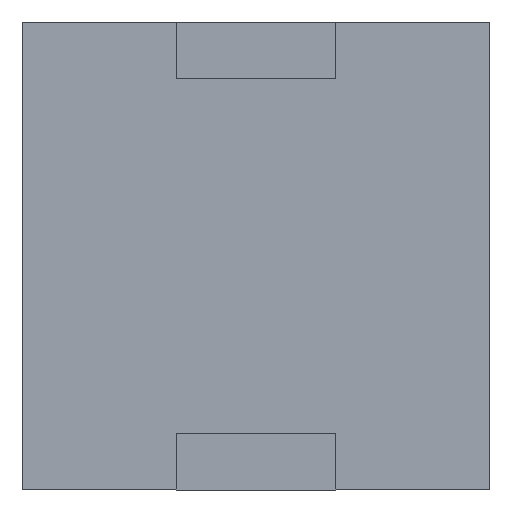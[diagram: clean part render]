
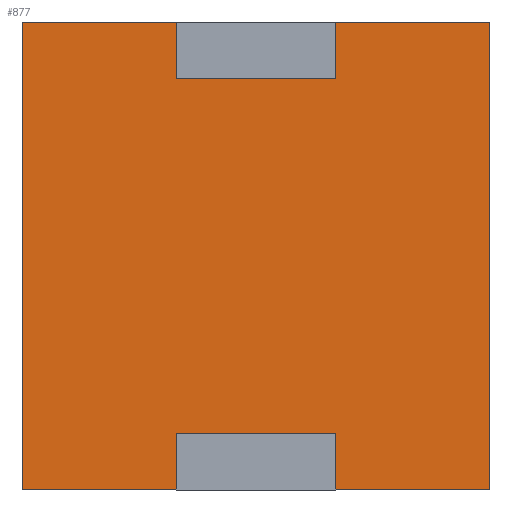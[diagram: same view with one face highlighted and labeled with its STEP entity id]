
A CAD part, front view. The second image highlights one B-rep face of the part: STEP entity #877.
In plain terms, the highlighted planar face has unit normal (0, 1, 0).
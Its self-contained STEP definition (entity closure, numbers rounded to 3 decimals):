
#817=AXIS2_PLACEMENT_3D('Plane Axis2P3D',#814,#815,#816) ;
#814=CARTESIAN_POINT('Axis2P3D Location',(-2.05,0.,-2.05)) ;
#820=CARTESIAN_POINT('Control Point',(-0.7,0.,-1.555)) ;
#821=CARTESIAN_POINT('Control Point',(-0.7,0.,-2.05)) ;
#822=CARTESIAN_POINT('Vertex',(-0.7,0.,-1.555)) ;
#824=CARTESIAN_POINT('Vertex',(-0.7,0.,-2.05)) ;
#828=CARTESIAN_POINT('Control Point',(-0.7,0.,-2.05)) ;
#829=CARTESIAN_POINT('Control Point',(-2.05,0.,-2.05)) ;
#830=CARTESIAN_POINT('Vertex',(-2.05,0.,-2.05)) ;
#834=CARTESIAN_POINT('Control Point',(-2.05,0.,-2.05)) ;
#835=CARTESIAN_POINT('Control Point',(-2.05,0.,2.05)) ;
#836=CARTESIAN_POINT('Vertex',(-2.05,0.,2.05)) ;
#840=CARTESIAN_POINT('Control Point',(-2.05,0.,2.05)) ;
#841=CARTESIAN_POINT('Control Point',(2.05,0.,2.05)) ;
#842=CARTESIAN_POINT('Vertex',(2.05,0.,2.05)) ;
#846=CARTESIAN_POINT('Control Point',(2.05,0.,2.05)) ;
#847=CARTESIAN_POINT('Control Point',(2.05,0.,-2.05)) ;
#848=CARTESIAN_POINT('Vertex',(2.05,0.,-2.05)) ;
#852=CARTESIAN_POINT('Control Point',(2.05,0.,-2.05)) ;
#853=CARTESIAN_POINT('Control Point',(0.7,0.,-2.05)) ;
#854=CARTESIAN_POINT('Vertex',(0.7,0.,-2.05)) ;
#858=CARTESIAN_POINT('Control Point',(0.7,0.,-2.05)) ;
#859=CARTESIAN_POINT('Control Point',(0.7,0.,-1.555)) ;
#860=CARTESIAN_POINT('Vertex',(0.7,0.,-1.555)) ;
#864=CARTESIAN_POINT('Control Point',(0.7,0.,-1.555)) ;
#865=CARTESIAN_POINT('Control Point',(-0.7,0.,-1.555)) ;
#815=DIRECTION('Axis2P3D Direction',(0.,1.,0.)) ;
#816=DIRECTION('Axis2P3D XDirection',(0.,0.,1.)) ;
#868=ORIENTED_EDGE('',*,*,#826,.T.) ;
#869=ORIENTED_EDGE('',*,*,#832,.T.) ;
#870=ORIENTED_EDGE('',*,*,#838,.T.) ;
#871=ORIENTED_EDGE('',*,*,#844,.T.) ;
#872=ORIENTED_EDGE('',*,*,#850,.T.) ;
#873=ORIENTED_EDGE('',*,*,#856,.T.) ;
#874=ORIENTED_EDGE('',*,*,#862,.T.) ;
#875=ORIENTED_EDGE('',*,*,#866,.T.) ;
#877=ADVANCED_FACE('\X2\C11CD53CC2A4\X0\.13',(#876),#818,.T.) ;
#819=B_SPLINE_CURVE_WITH_KNOTS('',1,(#820,#821),.UNSPECIFIED.,.F.,.U.,(2,2),(0.,0.495),.UNSPECIFIED.) ;
#827=B_SPLINE_CURVE_WITH_KNOTS('',1,(#828,#829),.UNSPECIFIED.,.F.,.U.,(2,2),(0.,1.35),.UNSPECIFIED.) ;
#833=B_SPLINE_CURVE_WITH_KNOTS('',1,(#834,#835),.UNSPECIFIED.,.F.,.U.,(2,2),(0.,4.1),.UNSPECIFIED.) ;
#839=B_SPLINE_CURVE_WITH_KNOTS('',1,(#840,#841),.UNSPECIFIED.,.F.,.U.,(2,2),(0.,4.1),.UNSPECIFIED.) ;
#845=B_SPLINE_CURVE_WITH_KNOTS('',1,(#846,#847),.UNSPECIFIED.,.F.,.U.,(2,2),(0.,4.1),.UNSPECIFIED.) ;
#851=B_SPLINE_CURVE_WITH_KNOTS('',1,(#852,#853),.UNSPECIFIED.,.F.,.U.,(2,2),(0.,1.35),.UNSPECIFIED.) ;
#857=B_SPLINE_CURVE_WITH_KNOTS('',1,(#858,#859),.UNSPECIFIED.,.F.,.U.,(2,2),(0.,0.495),.UNSPECIFIED.) ;
#863=B_SPLINE_CURVE_WITH_KNOTS('',1,(#864,#865),.UNSPECIFIED.,.F.,.U.,(2,2),(0.,1.4),.UNSPECIFIED.) ;
#826=EDGE_CURVE('',#823,#825,#819,.T.) ;
#832=EDGE_CURVE('',#825,#831,#827,.T.) ;
#838=EDGE_CURVE('',#831,#837,#833,.T.) ;
#844=EDGE_CURVE('',#837,#843,#839,.T.) ;
#850=EDGE_CURVE('',#843,#849,#845,.T.) ;
#856=EDGE_CURVE('',#849,#855,#851,.T.) ;
#862=EDGE_CURVE('',#855,#861,#857,.T.) ;
#866=EDGE_CURVE('',#861,#823,#863,.T.) ;
#867=EDGE_LOOP('',(#868,#869,#870,#871,#872,#873,#874,#875)) ;
#876=FACE_OUTER_BOUND('',#867,.T.) ;
#818=PLANE('Plane',#817) ;
#823=VERTEX_POINT('',#822) ;
#825=VERTEX_POINT('',#824) ;
#831=VERTEX_POINT('',#830) ;
#837=VERTEX_POINT('',#836) ;
#843=VERTEX_POINT('',#842) ;
#849=VERTEX_POINT('',#848) ;
#855=VERTEX_POINT('',#854) ;
#861=VERTEX_POINT('',#860) ;
